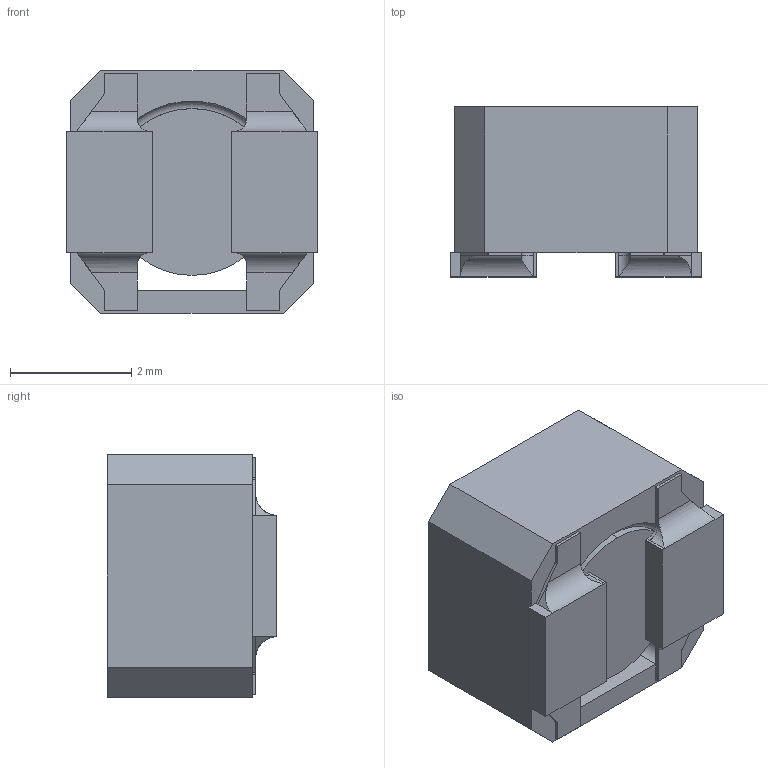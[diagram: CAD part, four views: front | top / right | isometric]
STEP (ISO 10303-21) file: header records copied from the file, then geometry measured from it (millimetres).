
FILE_DESCRIPTION (( 'STEP AP214' ), '1' );
FILE_NAME ('VLCF4028T-100M1R0-2.STEP', '2022-08-09T12:41:23', ( '' ), ( '' ), 'SwSTEP 2.0', 'SolidWorks 2018', '' );
FILE_SCHEMA (( 'AUTOMOTIVE_DESIGN' ));
Length unit declared in the file: millimetre
Products named in the file (2): VLCF4028T-100M1R0-2
Bounding box: 4.15 x 2.8 x 4 mm (x, y, z)
Volume: 37.4 mm3; surface area: 133.3 mm2
Topology: 4 solids, 4 shells, 127 faces, 330 edges, 217 vertices
Faces by surface type: plane 95, cylinder 24, bspline 5, torus 3
Entity records: 5639 total; most frequent: CARTESIAN_POINT 1065, ORIENTED_EDGE 660, DIRECTION 600, EDGE_CURVE 330, VECTOR 264, LINE 264, VERTEX_POINT 217, AXIS2_PLACEMENT_3D 168
